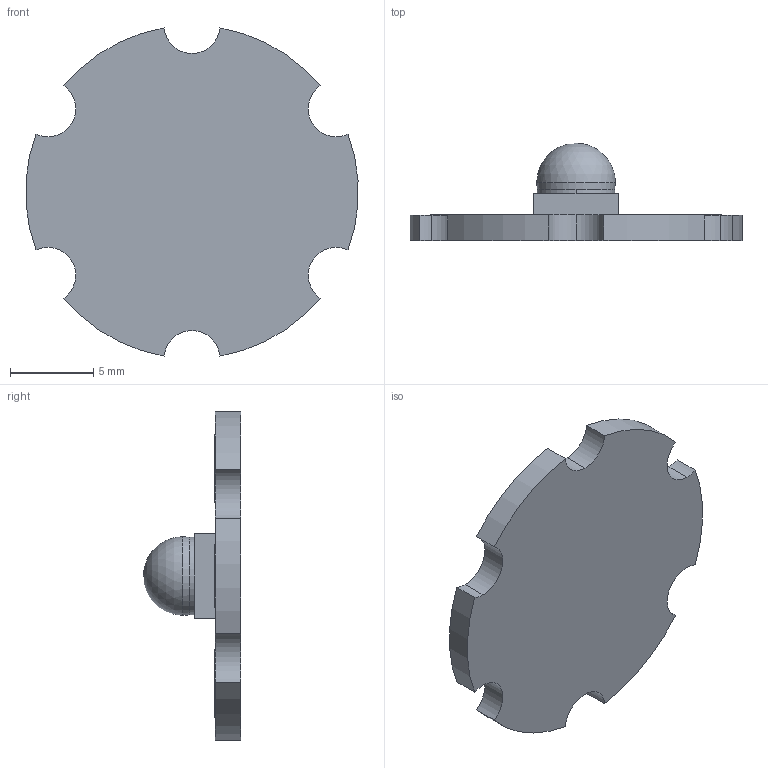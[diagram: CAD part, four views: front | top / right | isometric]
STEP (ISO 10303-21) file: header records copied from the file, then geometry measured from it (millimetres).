
FILE_DESCRIPTION (( 'STEP AP203' ), '1' );
FILE_NAME ('Large Emitter.STEP', '2011-12-27T19:16:07', ( '' ), ( '' ), 'SwSTEP 2.0', 'SolidWorks 2011', '' );
FILE_SCHEMA (( 'CONFIG_CONTROL_DESIGN' ));
Length unit declared in the file: inch
Products named in the file (1): Large Emitter
Bounding box: 19.94 x 5.84 x 19.71 mm (x, y, z)
Volume: 513 mm3; surface area: 743.2 mm2
Topology: 1 solids, 1 shells, 56 faces, 141 edges, 94 vertices
Faces by surface type: plane 37, cylinder 17, sphere 2
Entity records: 1732 total; most frequent: DIRECTION 287, CARTESIAN_POINT 286, ORIENTED_EDGE 274, EDGE_CURVE 137, VECTOR 101, LINE 101, AXIS2_PLACEMENT_3D 93, VERTEX_POINT 92
